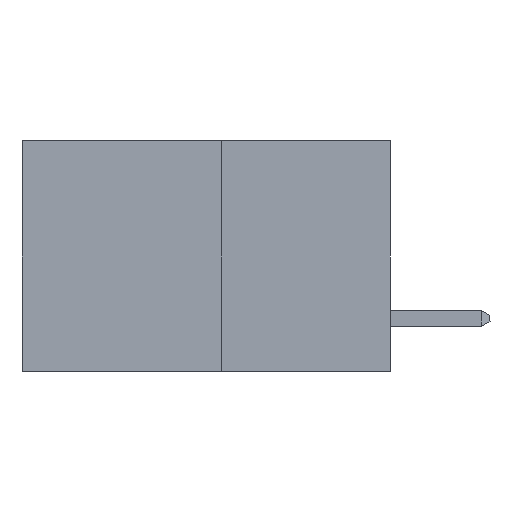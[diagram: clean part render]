
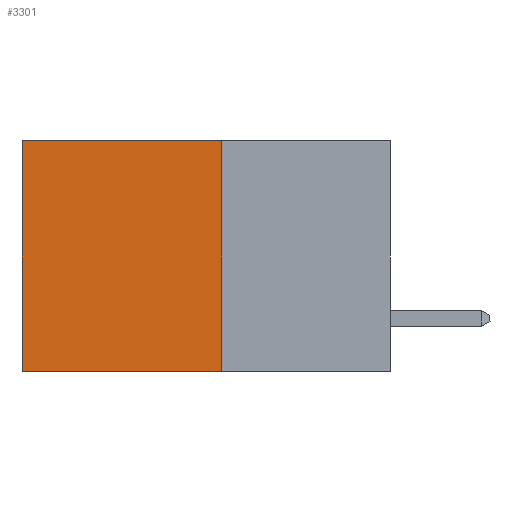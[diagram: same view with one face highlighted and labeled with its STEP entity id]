
A CAD part, left-side view. The second image highlights one B-rep face of the part: STEP entity #3301.
In plain terms, the highlighted planar face has unit normal (-1, 0, 0).
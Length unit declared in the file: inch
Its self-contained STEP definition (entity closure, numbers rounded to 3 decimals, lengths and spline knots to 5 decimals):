
#172 = CARTESIAN_POINT ( 'NONE',  ( 0.277, 0.27, -0.37 ) ) ;
#241 = ORIENTED_EDGE ( 'NONE', *, *, #1225, .F. ) ;
#923 = CARTESIAN_POINT ( 'NONE',  ( 0.277, 0.59, 0. ) ) ;
#968 = DIRECTION ( 'NONE',  ( 0., 1., 0. ) ) ;
#1225 = EDGE_CURVE ( 'NONE', #8218, #7092, #12085, .T. ) ;
#1303 = DIRECTION ( 'NONE',  ( 1., 0., 0. ) ) ;
#1495 = CARTESIAN_POINT ( 'NONE',  ( 0.277, 0.27, -0.37 ) ) ;
#1968 = LINE ( 'NONE', #13459, #4877 ) ;
#2331 = DIRECTION ( 'NONE',  ( 0., 0., -1. ) ) ;
#3181 = ORIENTED_EDGE ( 'NONE', *, *, #5612, .T. ) ;
#3301 = ADVANCED_FACE ( 'NONE', ( #3760 ), #4851, .F. ) ;
#3371 = LINE ( 'NONE', #12706, #6042 ) ;
#3760 = FACE_OUTER_BOUND ( 'NONE', #6976, .T. ) ;
#4850 = DIRECTION ( 'NONE',  ( 0., 0., -1. ) ) ;
#4851 = PLANE ( 'NONE',  #7054 ) ;
#4877 = VECTOR ( 'NONE', #12851, 39.37008 ) ;
#5612 = EDGE_CURVE ( 'NONE', #7095, #7092, #1968, .T. ) ;
#6042 = VECTOR ( 'NONE', #6674, 39.37008 ) ;
#6532 = ORIENTED_EDGE ( 'NONE', *, *, #12348, .T. ) ;
#6674 = DIRECTION ( 'NONE',  ( 0., 1., 0. ) ) ;
#6976 = EDGE_LOOP ( 'NONE', ( #3181, #241, #8466, #6532 ) ) ;
#7054 = AXIS2_PLACEMENT_3D ( 'NONE', #1495, #1303, #2331 ) ;
#7092 = VERTEX_POINT ( 'NONE', #9434 ) ;
#7095 = VERTEX_POINT ( 'NONE', #923 ) ;
#7335 = CARTESIAN_POINT ( 'NONE',  ( 0.277, 0.27, -0.37 ) ) ;
#8218 = VERTEX_POINT ( 'NONE', #7335 ) ;
#8466 = ORIENTED_EDGE ( 'NONE', *, *, #10535, .F. ) ;
#8485 = CARTESIAN_POINT ( 'NONE',  ( 0.277, 0.27, 0. ) ) ;
#9434 = CARTESIAN_POINT ( 'NONE',  ( 0.277, 0.59, -0.37 ) ) ;
#9879 = VECTOR ( 'NONE', #4850, 39.37008 ) ;
#10496 = LINE ( 'NONE', #12982, #9879 ) ;
#10535 = EDGE_CURVE ( 'NONE', #10881, #8218, #10496, .T. ) ;
#10881 = VERTEX_POINT ( 'NONE', #8485 ) ;
#11745 = VECTOR ( 'NONE', #968, 39.37008 ) ;
#12085 = LINE ( 'NONE', #172, #11745 ) ;
#12348 = EDGE_CURVE ( 'NONE', #10881, #7095, #3371, .T. ) ;
#12706 = CARTESIAN_POINT ( 'NONE',  ( 0.277, 0.27, 0. ) ) ;
#12851 = DIRECTION ( 'NONE',  ( 0., 0., -1. ) ) ;
#12982 = CARTESIAN_POINT ( 'NONE',  ( 0.277, 0.27, -0.37 ) ) ;
#13459 = CARTESIAN_POINT ( 'NONE',  ( 0.277, 0.59, -0.37 ) ) ;
